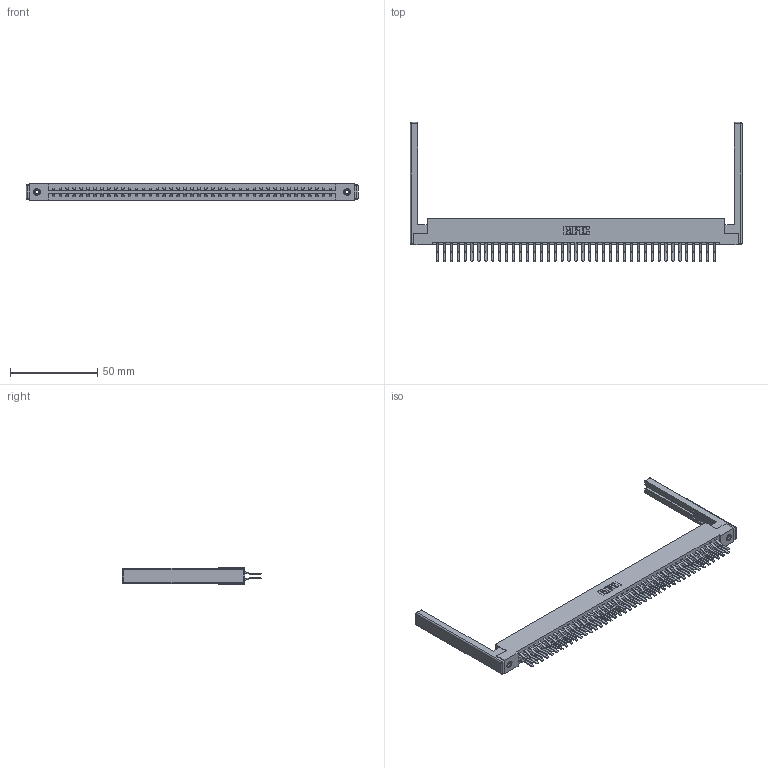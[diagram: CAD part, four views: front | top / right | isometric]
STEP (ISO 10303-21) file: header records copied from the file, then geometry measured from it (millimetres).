
FILE_DESCRIPTION (( 'STEP AP203' ), '1' );
FILE_NAME ('387-082-560-268.STEP', '2019-10-23T00:40:02', ( '' ), ( '' ), 'SwSTEP 2.0', 'SolidWorks 2016', '' );
FILE_SCHEMA (( 'CONFIG_CONTROL_DESIGN' ));
Length unit declared in the file: inch
Products named in the file (5): 345-292-001_560 Tail; 387-082-560-268; 307-220-068; 345-250-001_345-250-001-102; 337 Part_Flush Mounting Lugs - 0.156 Dia-TI
Assembly tree (87 placements, depth 2):
  387-082-560-268
    337 Part_Flush Mounting Lugs - 0.156 Dia-TI
    345-292-001_560 Tail  x82
    345-250-001_345-250-001-102  x2
    307-220-068  x2
Bounding box: 189.89 x 79.52 x 9.4 mm (x, y, z)
Volume: 24921.1 mm3; surface area: 28796.6 mm2
Topology: 87 solids, 87 shells, 4860 faces, 14395 edges, 9466 vertices
Faces by surface type: plane 3274, cylinder 1562, cone 12, sphere 8, torus 4
Entity records: 34766 total; most frequent: CARTESIAN_POINT 5823, ORIENTED_EDGE 5748, DIRECTION 5028, EDGE_CURVE 2874, VECTOR 2692, LINE 2692, VERTEX_POINT 1906, AXIS2_PLACEMENT_3D 1168
